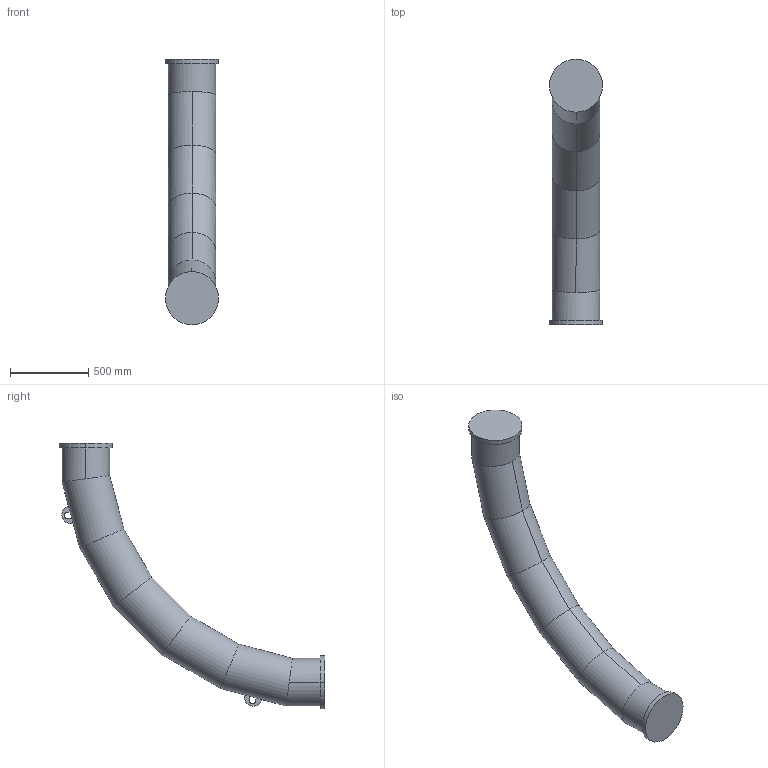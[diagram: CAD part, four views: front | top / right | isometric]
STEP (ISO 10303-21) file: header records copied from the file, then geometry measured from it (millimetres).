
FILE_DESCRIPTION (( 'STEP AP214' ), '1' );
FILE_NAME ('DN200-90-ANGLE.STEP', '2021-03-31T09:03:55', ( '' ), ( '' ), 'SwSTEP 2.0', 'SolidWorks 2017', '' );
FILE_SCHEMA (( 'AUTOMOTIVE_DESIGN' ));
Length unit declared in the file: millimetre
Products named in the file (1): DN200-90-ANGLE
Bounding box: 340 x 1700 x 1700 mm (x, y, z)
Volume: 101921773.4 mm3; surface area: 4150248.4 mm2
Topology: 1 solids, 18 shells, 92 faces, 208 edges, 120 vertices
Faces by surface type: plane 32, cone 32, cylinder 26, torus 2
Entity records: 2880 total; most frequent: CARTESIAN_POINT 461, DIRECTION 412, ORIENTED_EDGE 352, EDGE_CURVE 176, AXIS2_PLACEMENT_3D 167, VERTEX_POINT 120, EDGE_LOOP 96, ADVANCED_FACE 92
